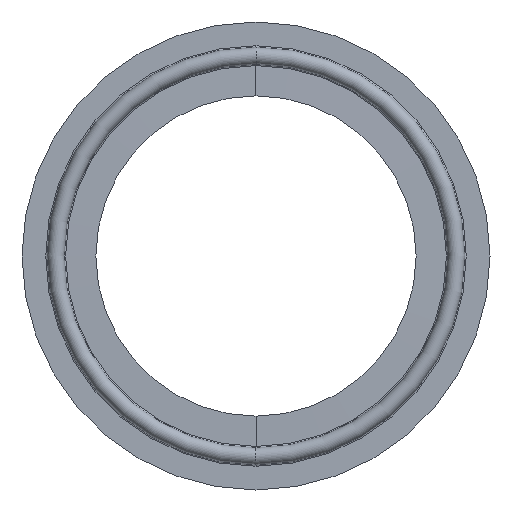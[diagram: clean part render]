
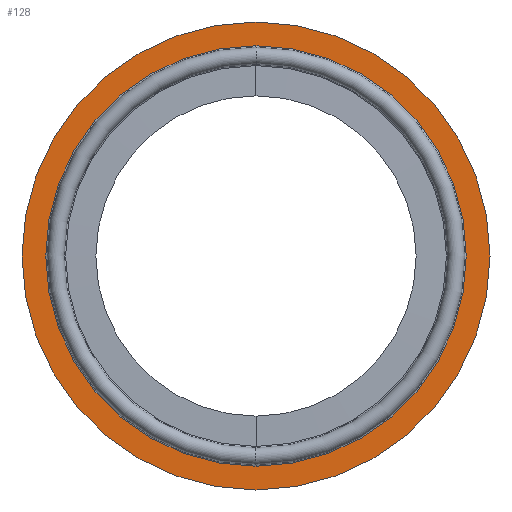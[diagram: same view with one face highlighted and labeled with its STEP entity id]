
A CAD part, left-side view. The second image highlights one B-rep face of the part: STEP entity #128.
In plain terms, the highlighted planar face has unit normal (-1, 0, 0).
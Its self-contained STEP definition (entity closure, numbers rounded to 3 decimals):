
#51 = DIRECTION ( 'NONE',  ( 0., 0., 1. ) ) ;
#62 = DIRECTION ( 'NONE',  ( 1., 0., 0. ) ) ;
#115 = EDGE_CURVE ( 'NONE', #620, #339, #213, .T. ) ;
#118 = AXIS2_PLACEMENT_3D ( 'NONE', #892, #611, #266 ) ;
#128 = ADVANCED_FACE ( 'NONE', ( #281, #773 ), #686, .F. ) ;
#134 = CARTESIAN_POINT ( 'NONE',  ( -0.9, 0., 0. ) ) ;
#168 = CARTESIAN_POINT ( 'NONE',  ( -0.9, 0., 0. ) ) ;
#174 = CARTESIAN_POINT ( 'NONE',  ( -0.9, 0., 33. ) ) ;
#213 = CIRCLE ( 'NONE', #118, 29.65 ) ;
#231 = AXIS2_PLACEMENT_3D ( 'NONE', #550, #62, #895 ) ;
#266 = DIRECTION ( 'NONE',  ( 0., 0., -1. ) ) ;
#281 = FACE_BOUND ( 'NONE', #794, .T. ) ;
#284 = CARTESIAN_POINT ( 'NONE',  ( -0.9, 0., 29.65 ) ) ;
#302 = DIRECTION ( 'NONE',  ( -1., 0., 0. ) ) ;
#307 = EDGE_LOOP ( 'NONE', ( #890, #893 ) ) ;
#310 = EDGE_CURVE ( 'NONE', #339, #620, #856, .T. ) ;
#314 = DIRECTION ( 'NONE',  ( 1., 0., 0. ) ) ;
#326 = AXIS2_PLACEMENT_3D ( 'NONE', #859, #302, #435 ) ;
#335 = VERTEX_POINT ( 'NONE', #710 ) ;
#339 = VERTEX_POINT ( 'NONE', #284 ) ;
#372 = AXIS2_PLACEMENT_3D ( 'NONE', #134, #403, #51 ) ;
#403 = DIRECTION ( 'NONE',  ( -1., 0., 0. ) ) ;
#428 = DIRECTION ( 'NONE',  ( 0., 0., -1. ) ) ;
#435 = DIRECTION ( 'NONE',  ( 0., 0., 1. ) ) ;
#550 = CARTESIAN_POINT ( 'NONE',  ( -0.9, 29.45, 0. ) ) ;
#565 = EDGE_CURVE ( 'NONE', #878, #335, #899, .T. ) ;
#600 = CARTESIAN_POINT ( 'NONE',  ( -0.9, 0., -29.65 ) ) ;
#605 = CIRCLE ( 'NONE', #326, 33. ) ;
#611 = DIRECTION ( 'NONE',  ( 1., 0., 0. ) ) ;
#620 = VERTEX_POINT ( 'NONE', #600 ) ;
#686 = PLANE ( 'NONE',  #231 ) ;
#710 = CARTESIAN_POINT ( 'NONE',  ( -0.9, 0., -33. ) ) ;
#724 = ORIENTED_EDGE ( 'NONE', *, *, #310, .T. ) ;
#757 = ORIENTED_EDGE ( 'NONE', *, *, #115, .T. ) ;
#773 = FACE_OUTER_BOUND ( 'NONE', #307, .T. ) ;
#794 = EDGE_LOOP ( 'NONE', ( #757, #724 ) ) ;
#814 = AXIS2_PLACEMENT_3D ( 'NONE', #168, #314, #428 ) ;
#856 = CIRCLE ( 'NONE', #814, 29.65 ) ;
#859 = CARTESIAN_POINT ( 'NONE',  ( -0.9, 0., 0. ) ) ;
#878 = VERTEX_POINT ( 'NONE', #174 ) ;
#888 = EDGE_CURVE ( 'NONE', #335, #878, #605, .T. ) ;
#890 = ORIENTED_EDGE ( 'NONE', *, *, #565, .T. ) ;
#892 = CARTESIAN_POINT ( 'NONE',  ( -0.9, 0., 0. ) ) ;
#893 = ORIENTED_EDGE ( 'NONE', *, *, #888, .T. ) ;
#895 = DIRECTION ( 'NONE',  ( 0., 0., -1. ) ) ;
#899 = CIRCLE ( 'NONE', #372, 33. ) ;
